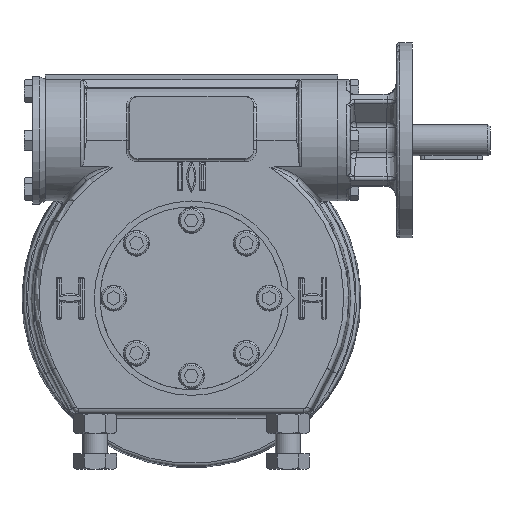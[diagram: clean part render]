
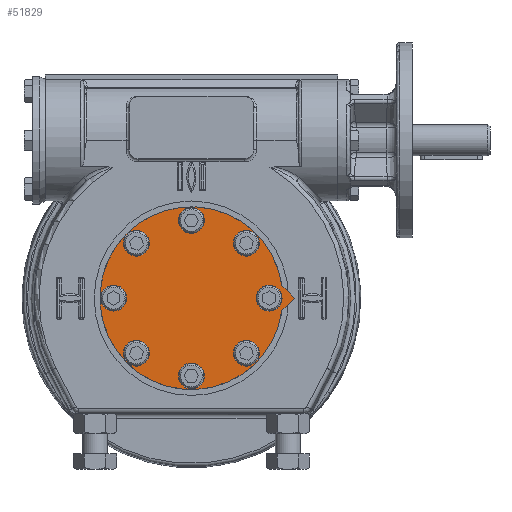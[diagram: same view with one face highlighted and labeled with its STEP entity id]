
A CAD part, top view. The second image highlights one B-rep face of the part: STEP entity #51829.
In plain terms, the highlighted planar face has unit normal (0, 0, 1).
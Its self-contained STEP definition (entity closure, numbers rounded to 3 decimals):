
#778=PLANE('',#54954);
#5285=LINE('',#81043,#7142);
#5288=LINE('',#81049,#7145);
#7142=VECTOR('',#60084,1000.);
#7145=VECTOR('',#60089,1000.);
#11422=ORIENTED_EDGE('',*,*,#21312,.T.);
#11423=ORIENTED_EDGE('',*,*,#21313,.T.);
#11424=ORIENTED_EDGE('',*,*,#21314,.T.);
#11425=ORIENTED_EDGE('',*,*,#21315,.T.);
#11426=ORIENTED_EDGE('',*,*,#21316,.T.);
#11427=ORIENTED_EDGE('',*,*,#21317,.T.);
#11428=ORIENTED_EDGE('',*,*,#21318,.T.);
#11429=ORIENTED_EDGE('',*,*,#21319,.T.);
#11430=ORIENTED_EDGE('',*,*,#21295,.F.);
#11431=ORIENTED_EDGE('',*,*,#21302,.F.);
#11432=ORIENTED_EDGE('',*,*,#21299,.F.);
#21295=EDGE_CURVE('',#26469,#26470,#29841,.T.);
#21299=EDGE_CURVE('',#26470,#26473,#5285,.T.);
#21302=EDGE_CURVE('',#26473,#26469,#5288,.T.);
#21312=EDGE_CURVE('',#26483,#26483,#29851,.T.);
#21313=EDGE_CURVE('',#26484,#26484,#29852,.T.);
#21314=EDGE_CURVE('',#26485,#26485,#29853,.T.);
#21315=EDGE_CURVE('',#26486,#26486,#29854,.T.);
#21316=EDGE_CURVE('',#26487,#26487,#29855,.T.);
#21317=EDGE_CURVE('',#26488,#26488,#29856,.T.);
#21318=EDGE_CURVE('',#26489,#26489,#29857,.T.);
#21319=EDGE_CURVE('',#26490,#26490,#29858,.T.);
#26469=VERTEX_POINT('',#81035);
#26470=VERTEX_POINT('',#81036);
#26473=VERTEX_POINT('',#81044);
#26483=VERTEX_POINT('',#81070);
#26484=VERTEX_POINT('',#81072);
#26485=VERTEX_POINT('',#81074);
#26486=VERTEX_POINT('',#81076);
#26487=VERTEX_POINT('',#81078);
#26488=VERTEX_POINT('',#81080);
#26489=VERTEX_POINT('',#81082);
#26490=VERTEX_POINT('',#81084);
#29841=CIRCLE('',#54941,58.75);
#29851=CIRCLE('',#54955,5.5);
#29852=CIRCLE('',#54956,5.5);
#29853=CIRCLE('',#54957,5.5);
#29854=CIRCLE('',#54958,5.5);
#29855=CIRCLE('',#54959,5.5);
#29856=CIRCLE('',#54960,5.5);
#29857=CIRCLE('',#54961,5.5);
#29858=CIRCLE('',#54962,5.5);
#31427=EDGE_LOOP('',(#11422));
#31428=EDGE_LOOP('',(#11423));
#31429=EDGE_LOOP('',(#11424));
#31430=EDGE_LOOP('',(#11425));
#31431=EDGE_LOOP('',(#11426));
#31432=EDGE_LOOP('',(#11427));
#31433=EDGE_LOOP('',(#11428));
#31434=EDGE_LOOP('',(#11429));
#31435=EDGE_LOOP('',(#11430,#11431,#11432));
#34600=FACE_BOUND('',#31427,.T.);
#34601=FACE_BOUND('',#31428,.T.);
#34602=FACE_BOUND('',#31429,.T.);
#34603=FACE_BOUND('',#31430,.T.);
#34604=FACE_BOUND('',#31431,.T.);
#34605=FACE_BOUND('',#31432,.T.);
#34606=FACE_BOUND('',#31433,.T.);
#34607=FACE_BOUND('',#31434,.T.);
#34608=FACE_BOUND('',#31435,.T.);
#51829=ADVANCED_FACE('',(#34600,#34601,#34602,#34603,#34604,#34605,#34606,
#34607,#34608),#778,.F.);
#54941=AXIS2_PLACEMENT_3D('',#81034,#60076,#60077);
#54954=AXIS2_PLACEMENT_3D('',#81068,#60109,#60110);
#54955=AXIS2_PLACEMENT_3D('',#81069,#60111,#60112);
#54956=AXIS2_PLACEMENT_3D('',#81071,#60113,#60114);
#54957=AXIS2_PLACEMENT_3D('',#81073,#60115,#60116);
#54958=AXIS2_PLACEMENT_3D('',#81075,#60117,#60118);
#54959=AXIS2_PLACEMENT_3D('',#81077,#60119,#60120);
#54960=AXIS2_PLACEMENT_3D('',#81079,#60121,#60122);
#54961=AXIS2_PLACEMENT_3D('',#81081,#60123,#60124);
#54962=AXIS2_PLACEMENT_3D('',#81083,#60125,#60126);
#60076=DIRECTION('',(0.,0.,-1.));
#60077=DIRECTION('',(1.,0.,0.));
#60084=DIRECTION('',(0.707,-0.707,0.));
#60089=DIRECTION('',(-0.707,-0.707,0.));
#60109=DIRECTION('',(0.,0.,-1.));
#60110=DIRECTION('',(1.,0.,0.));
#60111=DIRECTION('',(0.,0.,-1.));
#60112=DIRECTION('',(1.,0.,0.));
#60113=DIRECTION('',(0.,0.,-1.));
#60114=DIRECTION('',(1.,0.,0.));
#60115=DIRECTION('',(0.,0.,-1.));
#60116=DIRECTION('',(1.,0.,0.));
#60117=DIRECTION('',(0.,0.,-1.));
#60118=DIRECTION('',(1.,0.,0.));
#60119=DIRECTION('',(0.,0.,-1.));
#60120=DIRECTION('',(1.,0.,0.));
#60121=DIRECTION('',(0.,0.,-1.));
#60122=DIRECTION('',(1.,0.,0.));
#60123=DIRECTION('',(0.,0.,-1.));
#60124=DIRECTION('',(1.,0.,0.));
#60125=DIRECTION('',(0.,0.,-1.));
#60126=DIRECTION('',(1.,0.,0.));
#81034=CARTESIAN_POINT('',(0.,0.,73.5));
#81035=CARTESIAN_POINT('',(58.195,-8.055,73.5));
#81036=CARTESIAN_POINT('',(58.195,8.055,73.5));
#81043=CARTESIAN_POINT('',(58.195,8.055,73.5));
#81044=CARTESIAN_POINT('',(66.25,0.,73.5));
#81049=CARTESIAN_POINT('',(66.25,0.,73.5));
#81068=CARTESIAN_POINT('',(0.,0.,73.5));
#81069=CARTESIAN_POINT('',(35.355,35.355,73.5));
#81070=CARTESIAN_POINT('',(40.855,35.355,73.5));
#81071=CARTESIAN_POINT('',(0.,50.,73.5));
#81072=CARTESIAN_POINT('',(5.5,50.,73.5));
#81073=CARTESIAN_POINT('',(-35.355,35.355,73.5));
#81074=CARTESIAN_POINT('',(-29.855,35.355,73.5));
#81075=CARTESIAN_POINT('',(-50.,0.,73.5));
#81076=CARTESIAN_POINT('',(-44.5,0.,73.5));
#81077=CARTESIAN_POINT('',(-35.355,-35.355,73.5));
#81078=CARTESIAN_POINT('',(-29.855,-35.355,73.5));
#81079=CARTESIAN_POINT('',(0.,-50.,73.5));
#81080=CARTESIAN_POINT('',(5.5,-50.,73.5));
#81081=CARTESIAN_POINT('',(35.355,-35.355,73.5));
#81082=CARTESIAN_POINT('',(40.855,-35.355,73.5));
#81083=CARTESIAN_POINT('',(50.,0.,73.5));
#81084=CARTESIAN_POINT('',(55.5,0.,73.5));
